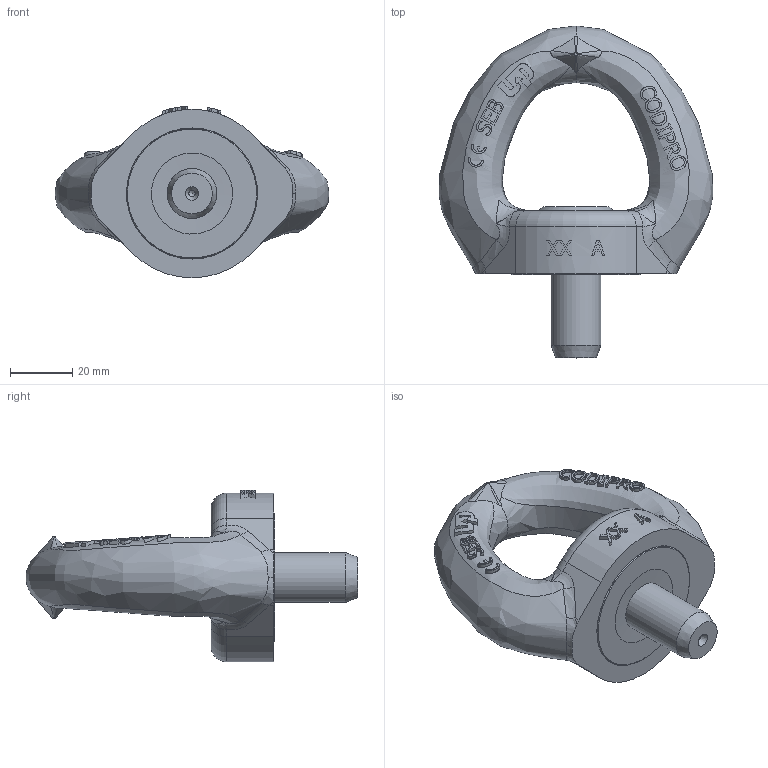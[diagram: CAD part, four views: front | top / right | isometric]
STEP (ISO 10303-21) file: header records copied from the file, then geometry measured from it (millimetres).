
FILE_DESCRIPTION(/* description */ (''),/* implementation_level */ '2;1');
FILE_NAME(/* name */ 'SEB U058 UP.stp',/* time_stamp */ '2017-09-21T16:17:40+02:00',/* author */ ('rklenes'),/* organization */ (''),/* preprocessor_version */ 'ST-DEVELOPER v16.5',/* originating_system */ 'Autodesk Inventor 2017',/* authorisation */ '');
FILE_SCHEMA (('AUTOMOTIVE_DESIGN { 1 0 10303 214 3 1 1 }'));
Products named in the file (4): SEB U058 UP; SEM_2; SEA_U5-8X41_UP; SEE_M16A
Assembly tree (3 placements, depth 2):
  SEB U058 UP
    SEM_2
    SEA_U5-8X41_UP
    SEE_M16A
Bounding box: 87.76 x 106.4 x 54.96 mm (x, y, z)
Volume: 105569.6 mm3; surface area: 26872.2 mm2
Topology: 3 solids, 3 shells, 770 faces, 2046 edges, 1340 vertices
Faces by surface type: bspline 336, plane 330, cone 59, cylinder 39, torus 6
Full cylindrical faces by diameter (mm): 2 x1, 16 x3, 16.2 x1, 26 x3, 32 x2, 42 x2
Entity records: 39098 total; most frequent: CARTESIAN_POINT 22305, ORIENTED_EDGE 3990, DIRECTION 2522, EDGE_CURVE 1995, VERTEX_POINT 1329, AXIS2_PLACEMENT_3D 889, EDGE_LOOP 872, FACE_OUTER_BOUND 769
